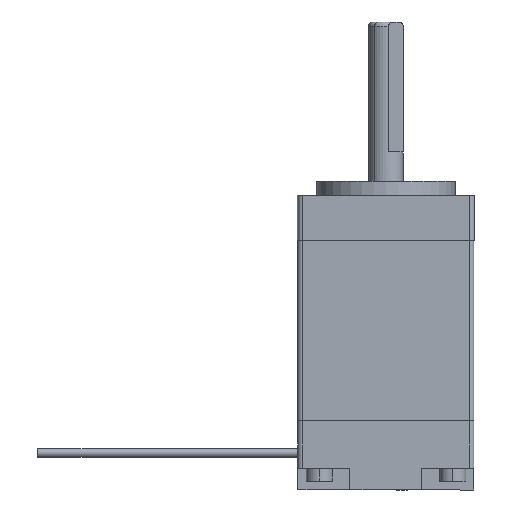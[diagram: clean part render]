
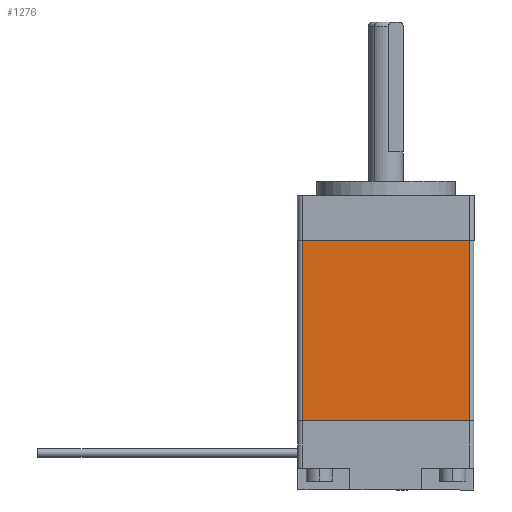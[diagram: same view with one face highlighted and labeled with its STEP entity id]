
A CAD part, left-side view. The second image highlights one B-rep face of the part: STEP entity #1276.
In plain terms, the highlighted planar face has unit normal (-1, 0, 0).
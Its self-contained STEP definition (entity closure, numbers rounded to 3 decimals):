
#97 = ORIENTED_EDGE ( 'NONE', *, *, #3590, .T. ) ;
#195 = EDGE_LOOP ( 'NONE', ( #3651, #2938, #2183, #97 ) ) ;
#372 = VECTOR ( 'NONE', #3770, 1000. ) ;
#375 = AXIS2_PLACEMENT_3D ( 'NONE', #2218, #1064, #3362 ) ;
#473 = VECTOR ( 'NONE', #1576, 1000. ) ;
#561 = VERTEX_POINT ( 'NONE', #629 ) ;
#629 = CARTESIAN_POINT ( 'NONE',  ( -10.15, -9.65, 20.8 ) ) ;
#658 = CARTESIAN_POINT ( 'NONE',  ( -10.15, 9.65, 20.8 ) ) ;
#797 = LINE ( 'NONE', #3898, #473 ) ;
#825 = VERTEX_POINT ( 'NONE', #3661 ) ;
#1064 = DIRECTION ( 'NONE',  ( 1., 0., 0. ) ) ;
#1260 = DIRECTION ( 'NONE',  ( 0., -1., 0. ) ) ;
#1276 = ADVANCED_FACE ( 'NONE', ( #3219 ), #3740, .F. ) ;
#1450 = EDGE_CURVE ( 'NONE', #825, #2079, #2908, .T. ) ;
#1576 = DIRECTION ( 'NONE',  ( 0., 0., 1. ) ) ;
#1814 = CARTESIAN_POINT ( 'NONE',  ( -10.15, -9.65, 0. ) ) ;
#2079 = VERTEX_POINT ( 'NONE', #1814 ) ;
#2140 = LINE ( 'NONE', #3576, #2900 ) ;
#2183 = ORIENTED_EDGE ( 'NONE', *, *, #3467, .F. ) ;
#2218 = CARTESIAN_POINT ( 'NONE',  ( -10.15, -10.15, 20.8 ) ) ;
#2900 = VECTOR ( 'NONE', #1260, 1000. ) ;
#2908 = LINE ( 'NONE', #3094, #372 ) ;
#2938 = ORIENTED_EDGE ( 'NONE', *, *, #3446, .T. ) ;
#3094 = CARTESIAN_POINT ( 'NONE',  ( -10.15, -10.15, 0. ) ) ;
#3099 = VECTOR ( 'NONE', #3991, 1000. ) ;
#3160 = CARTESIAN_POINT ( 'NONE',  ( -10.15, 9.65, 20.8 ) ) ;
#3219 = FACE_OUTER_BOUND ( 'NONE', #195, .T. ) ;
#3253 = VERTEX_POINT ( 'NONE', #3160 ) ;
#3362 = DIRECTION ( 'NONE',  ( 0., 0., -1. ) ) ;
#3446 = EDGE_CURVE ( 'NONE', #2079, #561, #797, .T. ) ;
#3467 = EDGE_CURVE ( 'NONE', #3253, #561, #2140, .T. ) ;
#3576 = CARTESIAN_POINT ( 'NONE',  ( -10.15, -10.15, 20.8 ) ) ;
#3590 = EDGE_CURVE ( 'NONE', #3253, #825, #3988, .T. ) ;
#3651 = ORIENTED_EDGE ( 'NONE', *, *, #1450, .T. ) ;
#3661 = CARTESIAN_POINT ( 'NONE',  ( -10.15, 9.65, 0. ) ) ;
#3740 = PLANE ( 'NONE',  #375 ) ;
#3770 = DIRECTION ( 'NONE',  ( 0., -1., 0. ) ) ;
#3898 = CARTESIAN_POINT ( 'NONE',  ( -10.15, -9.65, 20.8 ) ) ;
#3988 = LINE ( 'NONE', #658, #3099 ) ;
#3991 = DIRECTION ( 'NONE',  ( 0., 0., -1. ) ) ;
